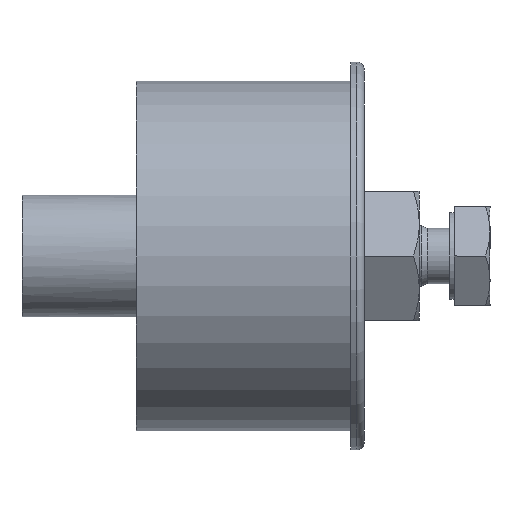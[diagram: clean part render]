
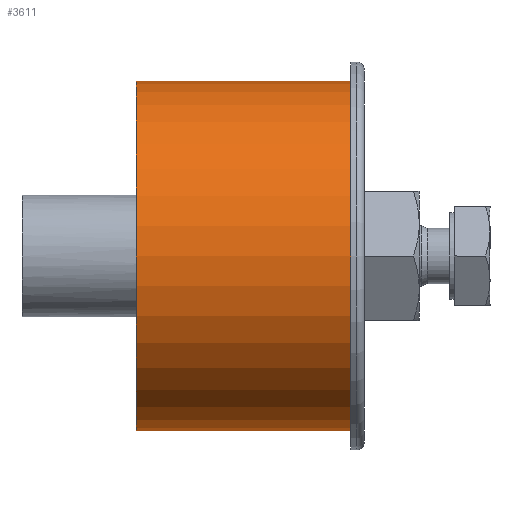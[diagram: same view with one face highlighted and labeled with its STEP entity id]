
A CAD part, front view. The second image highlights one B-rep face of the part: STEP entity #3611.
In plain terms, the highlighted cylindrical face has radius 23 mm (diameter 46 mm), a full revolution.
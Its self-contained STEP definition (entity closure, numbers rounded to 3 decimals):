
#3577=CARTESIAN_POINT('',(-37.25,23.,0.0));
#3578=VERTEX_POINT('',#3577);
#3579=CARTESIAN_POINT('',(-37.25,0.0,0.0));
#3580=DIRECTION('',(1.0,0.0,0.0));
#3581=DIRECTION('',(0.0,1.0,0.0));
#3582=AXIS2_PLACEMENT_3D('',#3579,#3580,#3581);
#3583=CIRCLE('',#3582,23.);
#3584=EDGE_CURVE('',#3578,#3578,#3583,.T.);
#3592=CARTESIAN_POINT('',(-23.125,0.0,0.0));
#3593=DIRECTION('',(1.0,0.0,0.0));
#3594=DIRECTION('',(0.0,1.0,0.0));
#3595=AXIS2_PLACEMENT_3D('',#3592,#3593,#3594);
#3596=CYLINDRICAL_SURFACE('',#3595,23.);
#3597=CARTESIAN_POINT('',(-9.,23.,0.0));
#3598=VERTEX_POINT('',#3597);
#3599=CARTESIAN_POINT('',(-9.,0.0,0.0));
#3600=DIRECTION('',(1.0,0.0,0.0));
#3601=DIRECTION('',(0.0,1.0,0.0));
#3602=AXIS2_PLACEMENT_3D('',#3599,#3600,#3601);
#3603=CIRCLE('',#3602,23.);
#3604=EDGE_CURVE('',#3598,#3598,#3603,.T.);
#3605=ORIENTED_EDGE('',*,*,#3604,.F.);
#3606=EDGE_LOOP('',(#3605));
#3607=FACE_OUTER_BOUND('',#3606,.T.);
#3608=ORIENTED_EDGE('',*,*,#3584,.T.);
#3609=EDGE_LOOP('',(#3608));
#3610=FACE_BOUND('',#3609,.T.);
#3611=ADVANCED_FACE('',(#3607,#3610),#3596,.T.);
